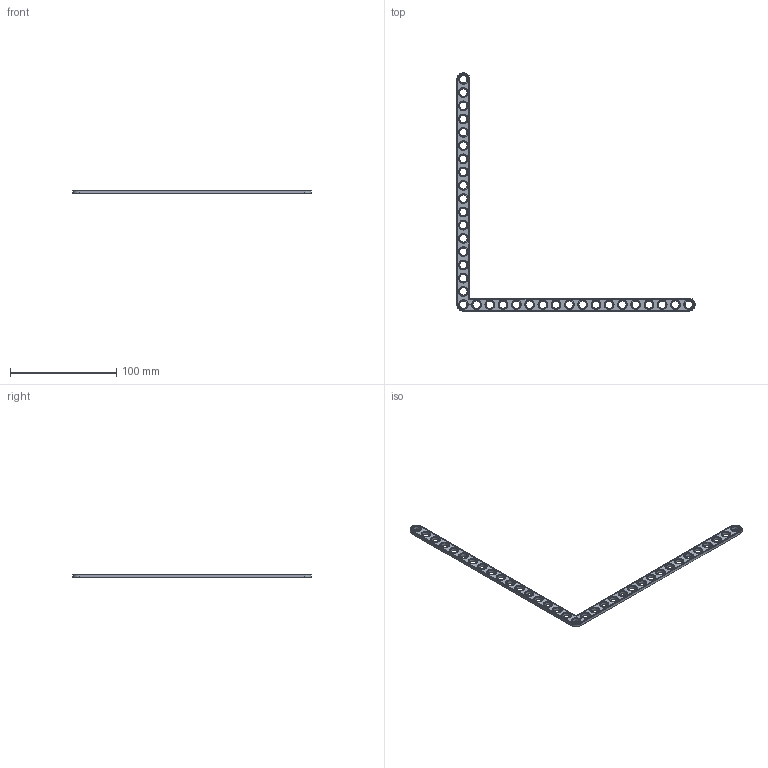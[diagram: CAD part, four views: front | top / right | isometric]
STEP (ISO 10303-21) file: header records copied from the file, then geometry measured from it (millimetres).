
FILE_DESCRIPTION(('FreeCAD Model'),'2;1');
FILE_NAME('Open CASCADE Shape Model','2024-02-09T22:38:15',(''),(''), 'Open CASCADE STEP processor 7.6','FreeCAD','Unknown');
FILE_SCHEMA(('AUTOMOTIVE_DESIGN { 1 0 10303 214 1 1 1 1 }'));
Length unit declared in the file: millimetre
Products named in the file (1): Brace AGD 90 SYM ERR BU18x00.25 - SPN-BRC-0626 (stemfie.org)
Bounding box: 225 x 225 x 3.12 mm (x, y, z)
Volume: 12172.9 mm3; surface area: 13140.8 mm2
Topology: 1 solids, 1 shells, 739 faces, 1917 edges, 1250 vertices
Faces by surface type: plane 359, extrusion 228, cone 76, cylinder 76
Full cylindrical faces by diameter (mm): 7 x35, 9.2 x35
Entity records: 49283 total; most frequent: CARTESIAN_POINT 12189, DIRECTION 6021, VECTOR 4424, LINE 4196, ORIENTED_EDGE 3834, PCURVE 3834, DEFINITIONAL_REPRESENTATION 3834, EDGE_CURVE 1917
